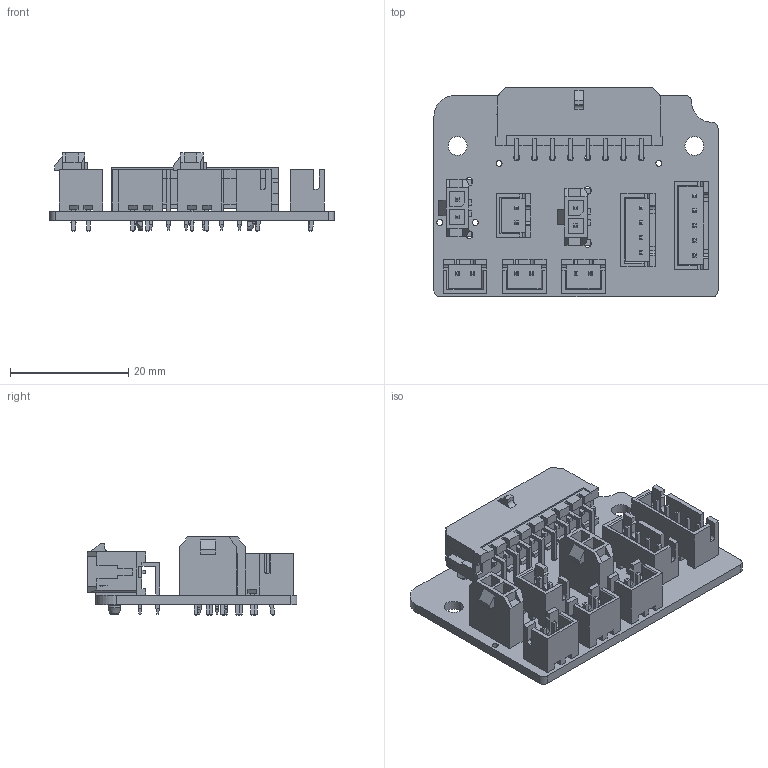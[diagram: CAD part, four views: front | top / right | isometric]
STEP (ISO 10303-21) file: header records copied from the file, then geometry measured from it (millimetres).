
FILE_DESCRIPTION (( 'STEP AP214' ), '1' );
FILE_NAME ('carabiner_distro.STEP', '2022-11-14T16:58:31', ( '' ), ( '' ), 'SwSTEP 2.0', 'SolidWorks 2022', '' );
FILE_SCHEMA (( 'AUTOMOTIVE_DESIGN' ));
Length unit declared in the file: millimetre
Products named in the file (10): 430451601; SOLID_3; SOLID_2; carabiner_distro; JST_XH_B4B-XH-A_1x04_P2.50mm_Vertical; JST_XH_B2B-XH-A_1x02_P2.50mm_Vertical; carabiner-distributor PCB; JST_XH_B5B-XH-A_1x05_P2.50mm_Vertical; 436500215; SOLID
Assembly tree (13 placements, depth 3):
  carabiner_distro
    JST_XH_B4B-XH-A_1x04_P2.50mm_Vertical
      SOLID
    JST_XH_B2B-XH-A_1x02_P2.50mm_Vertical  x4
      SOLID_2
    JST_XH_B5B-XH-A_1x05_P2.50mm_Vertical
      SOLID_3
    carabiner-distributor PCB
    430451601
    436500215  x2
Bounding box: 48 x 35.42 x 13.25 mm (x, y, z)
Volume: 5341.6 mm3; surface area: 10422.1 mm2
Topology: 10 solids, 10 shells, 1698 faces, 4383 edges, 2793 vertices
Faces by surface type: plane 1516, cylinder 177, cone 3, bspline 2
Entity records: 50177 total; most frequent: CARTESIAN_POINT 6928, ORIENTED_EDGE 6754, DIRECTION 6327, EDGE_CURVE 3377, VECTOR 3063, LINE 3063, VERTEX_POINT 2145, AXIS2_PLACEMENT_3D 1632
